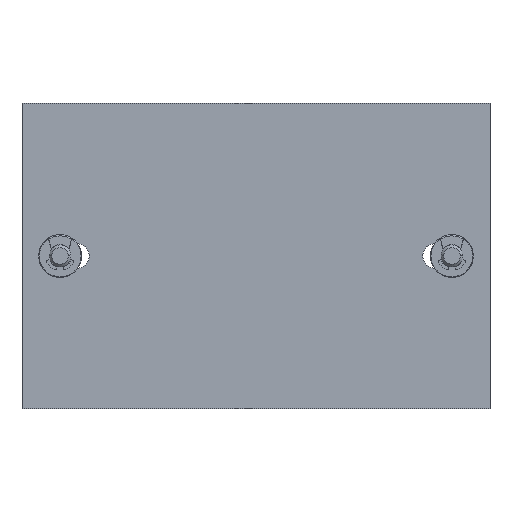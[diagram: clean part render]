
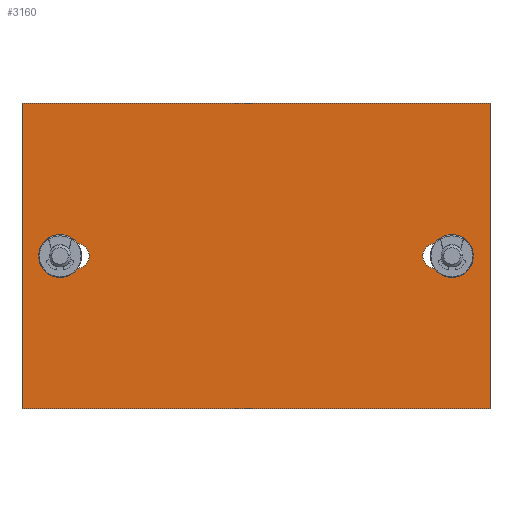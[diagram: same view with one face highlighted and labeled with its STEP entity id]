
A CAD part, top view. The second image highlights one B-rep face of the part: STEP entity #3160.
In plain terms, the highlighted planar face has unit normal (0, 0, 1).
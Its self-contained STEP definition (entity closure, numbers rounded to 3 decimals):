
#63=DIRECTION('',(1.,0.,0.));
#64=VECTOR('',#63,76.7);
#65=CARTESIAN_POINT('',(-38.35,-25.,2.));
#66=LINE('',#65,#64);
#67=DIRECTION('',(0.,-1.,0.));
#68=VECTOR('',#67,50.);
#69=CARTESIAN_POINT('',(-38.35,25.,2.));
#70=LINE('',#69,#68);
#71=DIRECTION('',(-1.,0.,0.));
#72=VECTOR('',#71,76.7);
#73=CARTESIAN_POINT('',(38.35,25.,2.));
#74=LINE('',#73,#72);
#75=DIRECTION('',(0.,1.,0.));
#76=VECTOR('',#75,50.);
#77=CARTESIAN_POINT('',(38.35,-25.,2.));
#78=LINE('',#77,#76);
#79=CARTESIAN_POINT('',(-32.1,0.,2.));
#80=DIRECTION('',(0.,0.,1.));
#81=DIRECTION('',(0.821,0.57,0.));
#82=AXIS2_PLACEMENT_3D('',#79,#80,#81);
#84=CARTESIAN_POINT('',(-32.1,0.,2.));
#85=DIRECTION('',(0.,0.,1.));
#86=DIRECTION('',(-1.,0.,0.));
#87=AXIS2_PLACEMENT_3D('',#84,#85,#86);
#89=CARTESIAN_POINT('',(-29.35,0.,2.));
#90=DIRECTION('',(0.,0.,1.));
#91=DIRECTION('',(0.062,-0.998,0.));
#92=AXIS2_PLACEMENT_3D('',#89,#90,#91);
#94=CARTESIAN_POINT('',(32.1,0.,2.));
#95=DIRECTION('',(0.,0.,1.));
#96=DIRECTION('',(1.,0.,0.));
#97=AXIS2_PLACEMENT_3D('',#94,#95,#96);
#99=CARTESIAN_POINT('',(29.35,0.,2.));
#100=DIRECTION('',(0.,0.,1.));
#101=DIRECTION('',(-0.063,0.998,0.));
#102=AXIS2_PLACEMENT_3D('',#99,#100,#101);
#104=CARTESIAN_POINT('',(32.1,0.,2.));
#105=DIRECTION('',(0.,0.,1.));
#106=DIRECTION('',(-0.821,-0.57,0.));
#107=AXIS2_PLACEMENT_3D('',#104,#105,#106);
#2557=CARTESIAN_POINT('',(-38.35,-25.,2.));
#2558=CARTESIAN_POINT('',(38.35,-25.,2.));
#2559=VERTEX_POINT('',#2557);
#2560=VERTEX_POINT('',#2558);
#2561=CARTESIAN_POINT('',(38.35,25.,2.));
#2562=VERTEX_POINT('',#2561);
#2563=CARTESIAN_POINT('',(-38.35,25.,2.));
#2564=VERTEX_POINT('',#2563);
#2575=CARTESIAN_POINT('',(-29.225,1.996,2.));
#2576=CARTESIAN_POINT('',(-35.6,0.,2.));
#2577=VERTEX_POINT('',#2575);
#2578=VERTEX_POINT('',#2576);
#2579=CARTESIAN_POINT('',(-29.225,-1.996,2.));
#2580=VERTEX_POINT('',#2579);
#2627=CARTESIAN_POINT('',(35.6,0.,2.));
#2628=CARTESIAN_POINT('',(29.225,1.996,2.));
#2629=VERTEX_POINT('',#2627);
#2630=VERTEX_POINT('',#2628);
#2631=CARTESIAN_POINT('',(29.225,-1.996,2.));
#2632=VERTEX_POINT('',#2631);
#3133=CARTESIAN_POINT('',(0.,0.,2.));
#3134=DIRECTION('',(0.,0.,1.));
#3135=DIRECTION('',(1.,0.,0.));
#3136=AXIS2_PLACEMENT_3D('',#3133,#3134,#3135);
#3137=PLANE('',#3136);
#3138=ORIENTED_EDGE('',*,*,#3085,.F.);
#3139=ORIENTED_EDGE('',*,*,#3100,.F.);
#3140=ORIENTED_EDGE('',*,*,#3114,.F.);
#3141=ORIENTED_EDGE('',*,*,#3127,.F.);
#3142=EDGE_LOOP('',(#3138,#3139,#3140,#3141));
#3143=FACE_OUTER_BOUND('',#3142,.F.);
#3145=ORIENTED_EDGE('',*,*,#3144,.T.);
#3147=ORIENTED_EDGE('',*,*,#3146,.T.);
#3149=ORIENTED_EDGE('',*,*,#3148,.T.);
#3150=EDGE_LOOP('',(#3145,#3147,#3149));
#3151=FACE_BOUND('',#3150,.F.);
#3153=ORIENTED_EDGE('',*,*,#3152,.T.);
#3155=ORIENTED_EDGE('',*,*,#3154,.T.);
#3157=ORIENTED_EDGE('',*,*,#3156,.T.);
#3158=EDGE_LOOP('',(#3153,#3155,#3157));
#3159=FACE_BOUND('',#3158,.F.);
#3160=ADVANCED_FACE('',(#3143,#3151,#3159),#3137,.T.);
#83=CIRCLE('',#82,3.5);
#88=CIRCLE('',#87,3.5);
#93=CIRCLE('',#92,2.);
#98=CIRCLE('',#97,3.5);
#103=CIRCLE('',#102,2.);
#108=CIRCLE('',#107,3.5);
#3085=EDGE_CURVE('',#2559,#2560,#66,.T.);
#3100=EDGE_CURVE('',#2564,#2559,#70,.T.);
#3114=EDGE_CURVE('',#2562,#2564,#74,.T.);
#3127=EDGE_CURVE('',#2560,#2562,#78,.T.);
#3144=EDGE_CURVE('',#2577,#2578,#83,.T.);
#3146=EDGE_CURVE('',#2578,#2580,#88,.T.);
#3148=EDGE_CURVE('',#2580,#2577,#93,.T.);
#3152=EDGE_CURVE('',#2629,#2630,#98,.T.);
#3154=EDGE_CURVE('',#2630,#2632,#103,.T.);
#3156=EDGE_CURVE('',#2632,#2629,#108,.T.);
